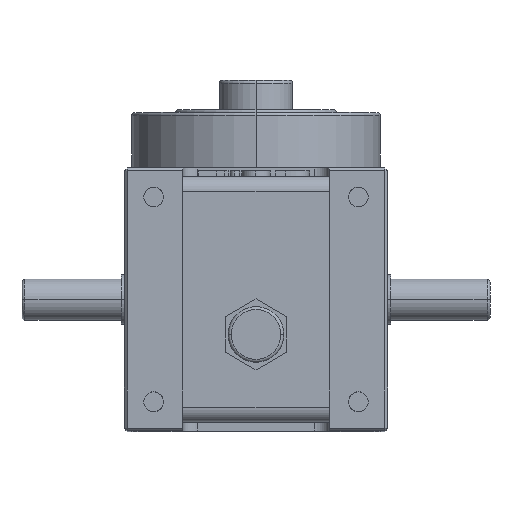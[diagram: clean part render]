
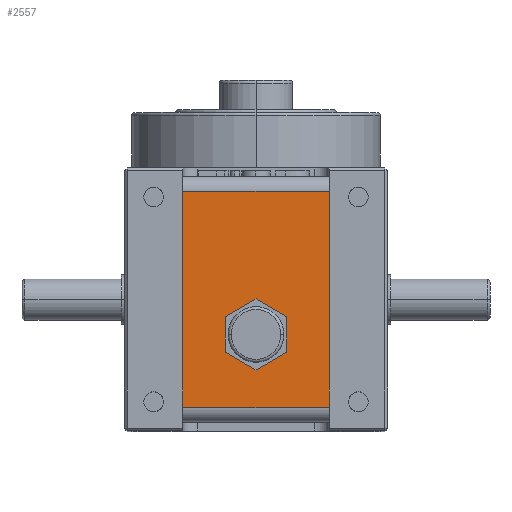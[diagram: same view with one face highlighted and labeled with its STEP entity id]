
A CAD part, top view. The second image highlights one B-rep face of the part: STEP entity #2557.
In plain terms, the highlighted planar face has unit normal (0, 0, 1).
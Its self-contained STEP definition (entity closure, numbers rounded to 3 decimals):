
#10 = ORIENTED_EDGE ( 'NONE', *, *, #17691, .T. ) ;
#55 = EDGE_CURVE ( 'NONE', #16290, #9122, #15565, .T. ) ;
#364 = EDGE_CURVE ( 'NONE', #9973, #18937, #11661, .T. ) ;
#425 = LINE ( 'NONE', #10662, #7678 ) ;
#589 = ORIENTED_EDGE ( 'NONE', *, *, #16433, .T. ) ;
#606 = PLANE ( 'NONE',  #8397 ) ;
#656 = CARTESIAN_POINT ( 'NONE',  ( -70., 90., -3. ) ) ;
#959 = VERTEX_POINT ( 'NONE', #17891 ) ;
#1749 = CARTESIAN_POINT ( 'NONE',  ( -34.5, 39.062, -3. ) ) ;
#2557 = ADVANCED_FACE ( 'NONE', ( #5653, #9534 ), #606, .T. ) ;
#2625 = CARTESIAN_POINT ( 'NONE',  ( -20., 8., -3. ) ) ;
#3171 = LINE ( 'NONE', #11626, #19675 ) ;
#3255 = LINE ( 'NONE', #17588, #15646 ) ;
#3426 = VECTOR ( 'NONE', #10100, 1000. ) ;
#3756 = CARTESIAN_POINT ( 'NONE',  ( -70., 8., -3. ) ) ;
#4211 = LINE ( 'NONE', #16693, #10498 ) ;
#4368 = ORIENTED_EDGE ( 'NONE', *, *, #7752, .F. ) ;
#5034 = CARTESIAN_POINT ( 'NONE',  ( -70., 8., -3. ) ) ;
#5259 = CARTESIAN_POINT ( 'NONE',  ( -55.5, 26.938, -3. ) ) ;
#5291 = ORIENTED_EDGE ( 'NONE', *, *, #18572, .F. ) ;
#5305 = DIRECTION ( 'NONE',  ( 0., 0., 1. ) ) ;
#5437 = DIRECTION ( 'NONE',  ( 1., 0., 0. ) ) ;
#5439 = CARTESIAN_POINT ( 'NONE',  ( -20., 82., -3. ) ) ;
#5476 = LINE ( 'NONE', #17694, #7631 ) ;
#5653 = FACE_BOUND ( 'NONE', #15001, .T. ) ;
#5911 = DIRECTION ( 'NONE',  ( 0., -1., 0. ) ) ;
#5920 = VERTEX_POINT ( 'NONE', #10944 ) ;
#6973 = CARTESIAN_POINT ( 'NONE',  ( -70., 0., -3. ) ) ;
#7631 = VECTOR ( 'NONE', #13620, 1000. ) ;
#7678 = VECTOR ( 'NONE', #15417, 1000. ) ;
#7752 = EDGE_CURVE ( 'NONE', #15701, #959, #5476, .T. ) ;
#7917 = DIRECTION ( 'NONE',  ( -0.866, 0.5, 0. ) ) ;
#8122 = LINE ( 'NONE', #19163, #19336 ) ;
#8397 = AXIS2_PLACEMENT_3D ( 'NONE', #6973, #5305, #5437 ) ;
#9122 = VERTEX_POINT ( 'NONE', #2625 ) ;
#9212 = VECTOR ( 'NONE', #7917, 1000. ) ;
#9534 = FACE_OUTER_BOUND ( 'NONE', #14067, .T. ) ;
#9621 = ORIENTED_EDGE ( 'NONE', *, *, #12515, .F. ) ;
#9834 = DIRECTION ( 'NONE',  ( 0., 1., 0. ) ) ;
#9964 = VERTEX_POINT ( 'NONE', #11813 ) ;
#9973 = VERTEX_POINT ( 'NONE', #5439 ) ;
#10049 = DIRECTION ( 'NONE',  ( -0.866, -0.5, 0. ) ) ;
#10057 = EDGE_CURVE ( 'NONE', #15618, #15701, #4211, .T. ) ;
#10100 = DIRECTION ( 'NONE',  ( -1., 0., 0. ) ) ;
#10498 = VECTOR ( 'NONE', #5911, 1000. ) ;
#10662 = CARTESIAN_POINT ( 'NONE',  ( -20., 90., -3. ) ) ;
#10862 = CARTESIAN_POINT ( 'NONE',  ( -70., 82., -3. ) ) ;
#10944 = CARTESIAN_POINT ( 'NONE',  ( -45., 45.124, -3. ) ) ;
#10948 = DIRECTION ( 'NONE',  ( 1., 0., 0. ) ) ;
#11626 = CARTESIAN_POINT ( 'NONE',  ( -45., 45.124, -3. ) ) ;
#11661 = LINE ( 'NONE', #19424, #3426 ) ;
#11813 = CARTESIAN_POINT ( 'NONE',  ( -34.5, 39.062, -3. ) ) ;
#11880 = LINE ( 'NONE', #1749, #9212 ) ;
#12515 = EDGE_CURVE ( 'NONE', #5920, #15618, #3171, .T. ) ;
#12880 = EDGE_CURVE ( 'NONE', #9964, #5920, #11880, .T. ) ;
#13620 = DIRECTION ( 'NONE',  ( 0.866, -0.5, 0. ) ) ;
#13714 = ORIENTED_EDGE ( 'NONE', *, *, #10057, .F. ) ;
#14067 = EDGE_LOOP ( 'NONE', ( #10, #17671, #589, #16041 ) ) ;
#14450 = VECTOR ( 'NONE', #16194, 1000. ) ;
#14552 = CARTESIAN_POINT ( 'NONE',  ( -55.5, 39.062, -3. ) ) ;
#15001 = EDGE_LOOP ( 'NONE', ( #5291, #4368, #13714, #9621, #19285, #16306 ) ) ;
#15049 = VECTOR ( 'NONE', #10948, 1000. ) ;
#15417 = DIRECTION ( 'NONE',  ( 0., 1., 0. ) ) ;
#15565 = LINE ( 'NONE', #5034, #15049 ) ;
#15618 = VERTEX_POINT ( 'NONE', #14552 ) ;
#15646 = VECTOR ( 'NONE', #19167, 1000. ) ;
#15701 = VERTEX_POINT ( 'NONE', #5259 ) ;
#16041 = ORIENTED_EDGE ( 'NONE', *, *, #364, .T. ) ;
#16194 = DIRECTION ( 'NONE',  ( 0., -1., 0. ) ) ;
#16290 = VERTEX_POINT ( 'NONE', #3756 ) ;
#16306 = ORIENTED_EDGE ( 'NONE', *, *, #17163, .F. ) ;
#16433 = EDGE_CURVE ( 'NONE', #9122, #9973, #425, .T. ) ;
#16693 = CARTESIAN_POINT ( 'NONE',  ( -55.5, 39.062, -3. ) ) ;
#17163 = EDGE_CURVE ( 'NONE', #19472, #9964, #8122, .T. ) ;
#17588 = CARTESIAN_POINT ( 'NONE',  ( -45., 20.876, -3. ) ) ;
#17671 = ORIENTED_EDGE ( 'NONE', *, *, #55, .T. ) ;
#17691 = EDGE_CURVE ( 'NONE', #18937, #16290, #18606, .T. ) ;
#17694 = CARTESIAN_POINT ( 'NONE',  ( -55.5, 26.938, -3. ) ) ;
#17891 = CARTESIAN_POINT ( 'NONE',  ( -45., 20.876, -3. ) ) ;
#17941 = CARTESIAN_POINT ( 'NONE',  ( -34.5, 26.938, -3. ) ) ;
#18572 = EDGE_CURVE ( 'NONE', #959, #19472, #3255, .T. ) ;
#18606 = LINE ( 'NONE', #656, #14450 ) ;
#18937 = VERTEX_POINT ( 'NONE', #10862 ) ;
#19163 = CARTESIAN_POINT ( 'NONE',  ( -34.5, 26.938, -3. ) ) ;
#19167 = DIRECTION ( 'NONE',  ( 0.866, 0.5, 0. ) ) ;
#19285 = ORIENTED_EDGE ( 'NONE', *, *, #12880, .F. ) ;
#19336 = VECTOR ( 'NONE', #9834, 1000. ) ;
#19424 = CARTESIAN_POINT ( 'NONE',  ( -70., 82., -3. ) ) ;
#19472 = VERTEX_POINT ( 'NONE', #17941 ) ;
#19675 = VECTOR ( 'NONE', #10049, 1000. ) ;
